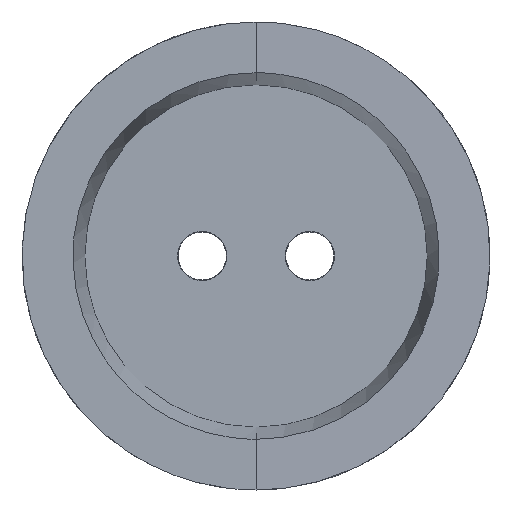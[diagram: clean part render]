
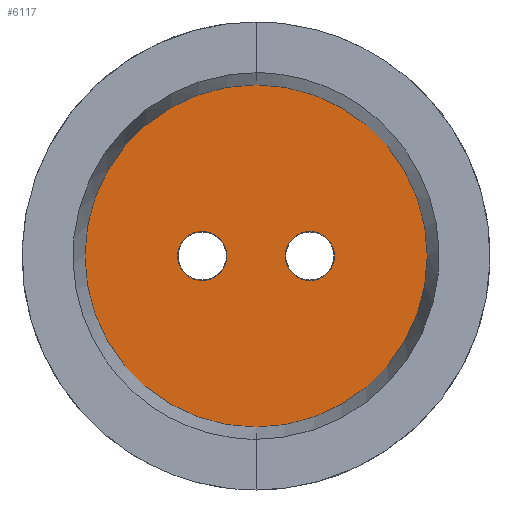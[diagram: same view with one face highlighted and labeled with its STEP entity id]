
A CAD part, front view. The second image highlights one B-rep face of the part: STEP entity #6117.
In plain terms, the highlighted planar face has unit normal (0, -1, 0).
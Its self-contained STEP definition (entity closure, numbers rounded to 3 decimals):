
#132 = CARTESIAN_POINT ( 'NONE',  ( 0., 12.06, 0. ) ) ;
#144 = EDGE_CURVE ( 'NONE', #5506, #6014, #1088, .T. ) ;
#366 = CARTESIAN_POINT ( 'NONE',  ( 0., 12.06, 0. ) ) ;
#734 = CIRCLE ( 'NONE', #7405, 36.764 ) ;
#881 = EDGE_CURVE ( 'NONE', #6420, #6038, #1113, .T. ) ;
#907 = DIRECTION ( 'NONE',  ( 0., -1., 0. ) ) ;
#924 = CARTESIAN_POINT ( 'NONE',  ( -11.557, 12.06, 0. ) ) ;
#1012 = DIRECTION ( 'NONE',  ( 0., -1., 0. ) ) ;
#1018 = DIRECTION ( 'NONE',  ( 0., -1., 0. ) ) ;
#1051 = DIRECTION ( 'NONE',  ( 0., 0., 1. ) ) ;
#1088 = CIRCLE ( 'NONE', #1472, 36.764 ) ;
#1113 = CIRCLE ( 'NONE', #2341, 5.276 ) ;
#1317 = CARTESIAN_POINT ( 'NONE',  ( 11.557, 12.06, 0. ) ) ;
#1319 = ORIENTED_EDGE ( 'NONE', *, *, #3464, .F. ) ;
#1472 = AXIS2_PLACEMENT_3D ( 'NONE', #132, #1753, #5823 ) ;
#1503 = EDGE_CURVE ( 'NONE', #6038, #6420, #1686, .T. ) ;
#1686 = CIRCLE ( 'NONE', #1950, 5.276 ) ;
#1753 = DIRECTION ( 'NONE',  ( 0., -1., 0. ) ) ;
#1858 = DIRECTION ( 'NONE',  ( 0., -1., 0. ) ) ;
#1950 = AXIS2_PLACEMENT_3D ( 'NONE', #5208, #1858, #4552 ) ;
#2142 = AXIS2_PLACEMENT_3D ( 'NONE', #6246, #1018, #3359 ) ;
#2159 = CARTESIAN_POINT ( 'NONE',  ( -11.557, 12.06, -5.276 ) ) ;
#2341 = AXIS2_PLACEMENT_3D ( 'NONE', #924, #3060, #5550 ) ;
#2369 = FACE_BOUND ( 'NONE', #2965, .T. ) ;
#2480 = ORIENTED_EDGE ( 'NONE', *, *, #3237, .F. ) ;
#2526 = CIRCLE ( 'NONE', #3476, 5.276 ) ;
#2965 = EDGE_LOOP ( 'NONE', ( #6225, #5185 ) ) ;
#3060 = DIRECTION ( 'NONE',  ( 0., -1., 0. ) ) ;
#3237 = EDGE_CURVE ( 'NONE', #5654, #3709, #2526, .T. ) ;
#3359 = DIRECTION ( 'NONE',  ( 0., 0., 1. ) ) ;
#3464 = EDGE_CURVE ( 'NONE', #3709, #5654, #4321, .T. ) ;
#3476 = AXIS2_PLACEMENT_3D ( 'NONE', #1317, #907, #4396 ) ;
#3480 = ORIENTED_EDGE ( 'NONE', *, *, #144, .T. ) ;
#3584 = DIRECTION ( 'NONE',  ( 0., 1., 0. ) ) ;
#3709 = VERTEX_POINT ( 'NONE', #4106 ) ;
#4030 = CARTESIAN_POINT ( 'NONE',  ( -27.756, 12.06, 0. ) ) ;
#4106 = CARTESIAN_POINT ( 'NONE',  ( 11.557, 12.06, -5.276 ) ) ;
#4321 = CIRCLE ( 'NONE', #2142, 5.276 ) ;
#4396 = DIRECTION ( 'NONE',  ( 0., 0., 1. ) ) ;
#4552 = DIRECTION ( 'NONE',  ( 0., 0., 1. ) ) ;
#5185 = ORIENTED_EDGE ( 'NONE', *, *, #881, .F. ) ;
#5208 = CARTESIAN_POINT ( 'NONE',  ( -11.557, 12.06, 0. ) ) ;
#5296 = EDGE_LOOP ( 'NONE', ( #2480, #1319 ) ) ;
#5482 = EDGE_LOOP ( 'NONE', ( #5612, #3480 ) ) ;
#5506 = VERTEX_POINT ( 'NONE', #7122 ) ;
#5550 = DIRECTION ( 'NONE',  ( 0., 0., 1. ) ) ;
#5612 = ORIENTED_EDGE ( 'NONE', *, *, #7320, .T. ) ;
#5654 = VERTEX_POINT ( 'NONE', #6884 ) ;
#5697 = CARTESIAN_POINT ( 'NONE',  ( 0., 12.06, 36.764 ) ) ;
#5823 = DIRECTION ( 'NONE',  ( 0., 0., 1. ) ) ;
#5901 = DIRECTION ( 'NONE',  ( 0., 0., 1. ) ) ;
#6014 = VERTEX_POINT ( 'NONE', #5697 ) ;
#6038 = VERTEX_POINT ( 'NONE', #7064 ) ;
#6117 = ADVANCED_FACE ( 'NONE', ( #6496, #2369, #7092 ), #6974, .F. ) ;
#6225 = ORIENTED_EDGE ( 'NONE', *, *, #1503, .F. ) ;
#6246 = CARTESIAN_POINT ( 'NONE',  ( 11.557, 12.06, 0. ) ) ;
#6420 = VERTEX_POINT ( 'NONE', #2159 ) ;
#6496 = FACE_OUTER_BOUND ( 'NONE', #5482, .T. ) ;
#6884 = CARTESIAN_POINT ( 'NONE',  ( 11.557, 12.06, 5.276 ) ) ;
#6974 = PLANE ( 'NONE',  #7393 ) ;
#7064 = CARTESIAN_POINT ( 'NONE',  ( -11.557, 12.06, 5.276 ) ) ;
#7092 = FACE_BOUND ( 'NONE', #5296, .T. ) ;
#7122 = CARTESIAN_POINT ( 'NONE',  ( 0., 12.06, -36.764 ) ) ;
#7320 = EDGE_CURVE ( 'NONE', #6014, #5506, #734, .T. ) ;
#7393 = AXIS2_PLACEMENT_3D ( 'NONE', #4030, #3584, #5901 ) ;
#7405 = AXIS2_PLACEMENT_3D ( 'NONE', #366, #1012, #1051 ) ;
